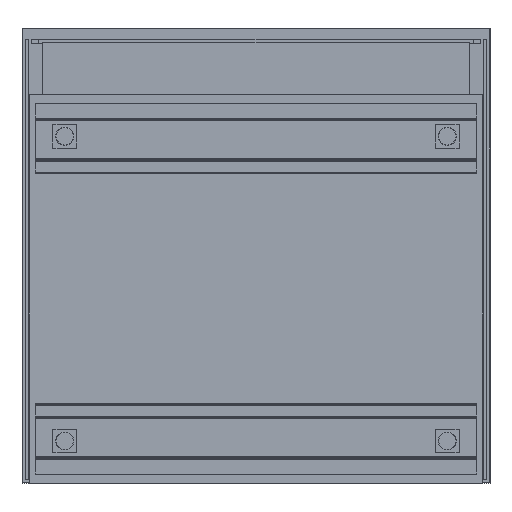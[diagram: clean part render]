
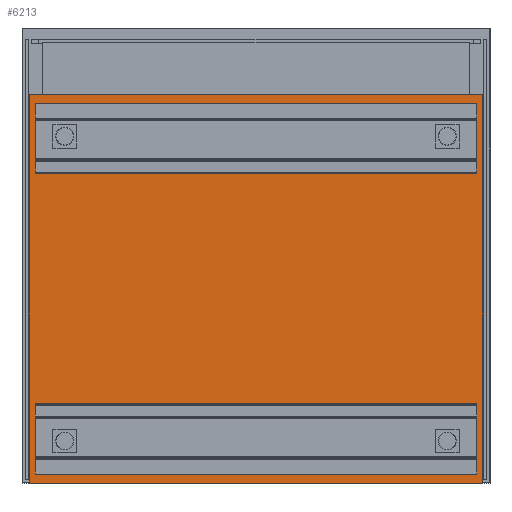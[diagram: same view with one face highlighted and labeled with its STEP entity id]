
A CAD part, front view. The second image highlights one B-rep face of the part: STEP entity #6213.
In plain terms, the highlighted planar face has unit normal (0, -1, 0).
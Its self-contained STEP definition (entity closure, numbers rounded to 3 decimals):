
#529=FACE_OUTER_BOUND('',#901,.T.);
#901=EDGE_LOOP('',(#5007,#5008,#5009,#5010));
#1521=LINE('',#9659,#2261);
#1525=LINE('',#9666,#2265);
#1528=LINE('',#9672,#2268);
#1530=LINE('',#9675,#2270);
#2261=VECTOR('',#7869,1000.);
#2265=VECTOR('',#7875,1000.);
#2268=VECTOR('',#7880,1000.);
#2270=VECTOR('',#7884,1000.);
#2869=VERTEX_POINT('',#9656);
#2870=VERTEX_POINT('',#9658);
#2872=VERTEX_POINT('',#9664);
#2874=VERTEX_POINT('',#9670);
#3617=EDGE_CURVE('',#2870,#2869,#1521,.T.);
#3621=EDGE_CURVE('',#2869,#2872,#1525,.T.);
#3624=EDGE_CURVE('',#2872,#2874,#1528,.T.);
#3626=EDGE_CURVE('',#2874,#2870,#1530,.T.);
#5007=ORIENTED_EDGE('',*,*,#3617,.T.);
#5008=ORIENTED_EDGE('',*,*,#3621,.T.);
#5009=ORIENTED_EDGE('',*,*,#3624,.T.);
#5010=ORIENTED_EDGE('',*,*,#3626,.T.);
#5889=PLANE('',#6657);
#6213=ADVANCED_FACE('',(#529),#5889,.T.);
#6657=AXIS2_PLACEMENT_3D('',#9676,#7885,#7886);
#7869=DIRECTION('',(0.,0.,1.));
#7875=DIRECTION('',(-1.,0.,0.));
#7880=DIRECTION('',(0.,0.,-1.));
#7884=DIRECTION('',(1.,0.,0.));
#7885=DIRECTION('center_axis',(0.,-1.,0.));
#7886=DIRECTION('ref_axis',(0.,0.,-1.));
#9656=CARTESIAN_POINT('',(385.,-395.,273.5));
#9658=CARTESIAN_POINT('',(385.,-395.,-386.5));
#9659=CARTESIAN_POINT('',(385.,-395.,-386.5));
#9664=CARTESIAN_POINT('',(-385.,-395.,273.5));
#9666=CARTESIAN_POINT('',(385.,-395.,273.5));
#9670=CARTESIAN_POINT('',(-385.,-395.,-386.5));
#9672=CARTESIAN_POINT('',(-385.,-395.,-386.5));
#9675=CARTESIAN_POINT('',(385.,-395.,-386.5));
#9676=CARTESIAN_POINT('Origin',(0.,-395.,0.));
